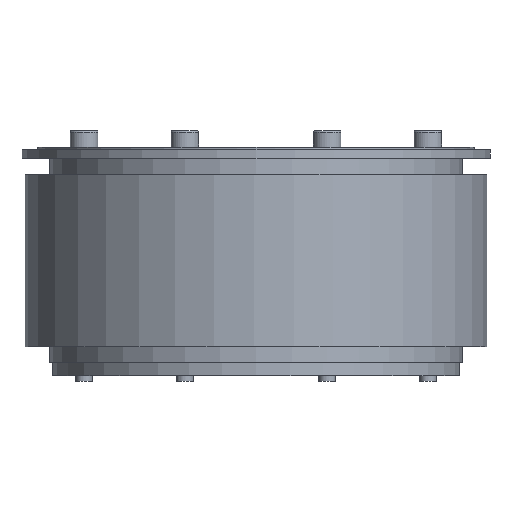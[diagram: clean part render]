
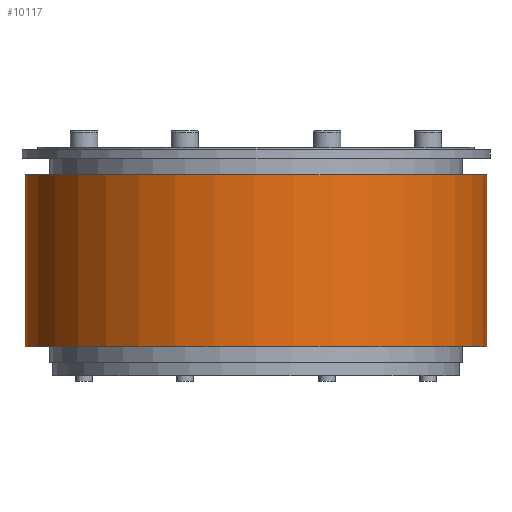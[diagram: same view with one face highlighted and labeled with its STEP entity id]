
A CAD part, front view. The second image highlights one B-rep face of the part: STEP entity #10117.
In plain terms, the highlighted cylindrical face has radius 83.8 mm (diameter 167.6 mm), a full revolution.
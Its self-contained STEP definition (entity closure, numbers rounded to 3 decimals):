
#10083=CARTESIAN_POINT('',(-1013.28,446.969,-68.5));
#10084=VERTEX_POINT('',#10083);
#10085=CARTESIAN_POINT('',(-1097.077,447.608,-68.5));
#10086=DIRECTION('',(0.,0.,-1.0));
#10087=DIRECTION('',(-1.,0.008,0.));
#10088=AXIS2_PLACEMENT_3D('',#10085,#10086,#10087);
#10089=CIRCLE('',#10088,83.8);
#10090=EDGE_CURVE('',#10084,#10084,#10089,.T.);
#10098=CARTESIAN_POINT('',(-1097.077,447.608,-37.25));
#10099=DIRECTION('',(0.,0.,1.0));
#10100=DIRECTION('',(-1.,0.008,0.));
#10101=AXIS2_PLACEMENT_3D('',#10098,#10099,#10100);
#10102=CYLINDRICAL_SURFACE('',#10101,83.8);
#10103=ORIENTED_EDGE('',*,*,#10090,.F.);
#10104=EDGE_LOOP('',(#10103));
#10105=FACE_OUTER_BOUND('',#10104,.T.);
#10106=CARTESIAN_POINT('',(-1013.28,446.969,-6.));
#10107=VERTEX_POINT('',#10106);
#10108=CARTESIAN_POINT('',(-1097.077,447.608,-6.));
#10109=DIRECTION('',(0.,0.,1.0));
#10110=DIRECTION('',(-1.,0.008,0.));
#10111=AXIS2_PLACEMENT_3D('',#10108,#10109,#10110);
#10112=CIRCLE('',#10111,83.8);
#10113=EDGE_CURVE('',#10107,#10107,#10112,.T.);
#10114=ORIENTED_EDGE('',*,*,#10113,.F.);
#10115=EDGE_LOOP('',(#10114));
#10116=FACE_BOUND('',#10115,.T.);
#10117=ADVANCED_FACE('',(#10105,#10116),#10102,.T.);
